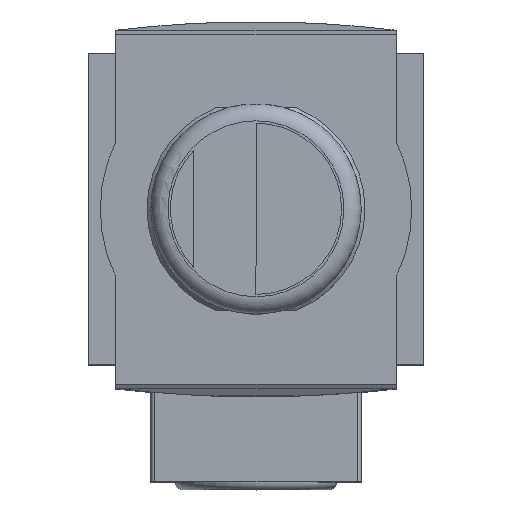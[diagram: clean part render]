
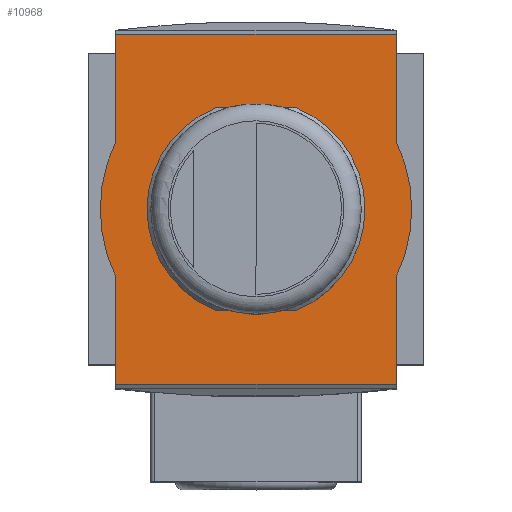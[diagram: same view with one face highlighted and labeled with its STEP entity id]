
A CAD part, top view. The second image highlights one B-rep face of the part: STEP entity #10968.
In plain terms, the highlighted planar face has unit normal (0, 0, 1).
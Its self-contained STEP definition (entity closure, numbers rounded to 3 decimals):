
#1647=CARTESIAN_POINT('',(18.,-22.464,27.0));
#1648=VERTEX_POINT('',#1647);
#1655=CARTESIAN_POINT('',(-18.,-22.464,27.));
#1656=VERTEX_POINT('',#1655);
#1657=CARTESIAN_POINT('',(18.,-22.464,27.0));
#1658=DIRECTION('',(-1.0,0.0,0.0));
#1659=VECTOR('',#1658,36.0);
#1660=LINE('',#1657,#1659);
#1661=EDGE_CURVE('',#1648,#1656,#1660,.T.);
#1810=CARTESIAN_POINT('',(-18.,-8.718,27.));
#1811=VERTEX_POINT('',#1810);
#1818=CARTESIAN_POINT('',(-18.,8.718,27.));
#1819=VERTEX_POINT('',#1818);
#1820=CARTESIAN_POINT('',(0.0,0.0,27.0));
#1821=DIRECTION('',(0.0,0.0,-1.0));
#1822=DIRECTION('',(-1.0,0.0,0.0));
#1823=AXIS2_PLACEMENT_3D('',#1820,#1821,#1822);
#1824=CIRCLE('',#1823,20.0);
#1825=EDGE_CURVE('',#1811,#1819,#1824,.T.);
#1850=CARTESIAN_POINT('',(18.,-8.718,27.0));
#1851=VERTEX_POINT('',#1850);
#1859=CARTESIAN_POINT('',(18.,8.718,27.0));
#1860=VERTEX_POINT('',#1859);
#1867=CARTESIAN_POINT('',(0.0,0.0,27.0));
#1868=DIRECTION('',(0.0,0.0,-1.0));
#1869=DIRECTION('',(-1.0,0.0,0.0));
#1870=AXIS2_PLACEMENT_3D('',#1867,#1868,#1869);
#1871=CIRCLE('',#1870,20.0);
#1872=EDGE_CURVE('',#1860,#1851,#1871,.T.);
#5461=CARTESIAN_POINT('',(-18.,22.464,27.));
#5462=VERTEX_POINT('',#5461);
#5469=CARTESIAN_POINT('',(18.,22.464,27.0));
#5470=VERTEX_POINT('',#5469);
#5471=CARTESIAN_POINT('',(-18.,22.464,27.));
#5472=DIRECTION('',(1.0,0.0,0.0));
#5473=VECTOR('',#5472,36.0);
#5474=LINE('',#5471,#5473);
#5475=EDGE_CURVE('',#5462,#5470,#5474,.T.);
#6960=CARTESIAN_POINT('',(-5.196,-13.0,27.));
#6961=VERTEX_POINT('',#6960);
#6968=CARTESIAN_POINT('',(5.196,-13.0,27.));
#6969=VERTEX_POINT('',#6968);
#6970=CARTESIAN_POINT('',(5.196,-13.0,27.));
#6971=DIRECTION('',(-1.0,0.0,0.0));
#6972=VECTOR('',#6971,10.392);
#6973=LINE('',#6970,#6972);
#6974=EDGE_CURVE('',#6969,#6961,#6973,.T.);
#7007=CARTESIAN_POINT('',(5.196,13.,27.));
#7008=VERTEX_POINT('',#7007);
#7015=CARTESIAN_POINT('',(-5.196,13.,27.));
#7016=VERTEX_POINT('',#7015);
#7017=CARTESIAN_POINT('',(-5.196,13.,27.));
#7018=DIRECTION('',(1.0,0.0,0.0));
#7019=VECTOR('',#7018,10.392);
#7020=LINE('',#7017,#7019);
#7021=EDGE_CURVE('',#7016,#7008,#7020,.T.);
#7046=CARTESIAN_POINT('',(0.,0.,27.));
#7047=DIRECTION('',(0.0,0.0,1.0));
#7048=DIRECTION('',(-1.0,0.0,0.0));
#7049=AXIS2_PLACEMENT_3D('',#7046,#7047,#7048);
#7050=CIRCLE('',#7049,14.);
#7051=EDGE_CURVE('',#7016,#6961,#7050,.T.);
#7091=CARTESIAN_POINT('',(0.,0.,27.));
#7092=DIRECTION('',(0.0,0.0,1.0));
#7093=DIRECTION('',(-1.0,0.0,0.0));
#7094=AXIS2_PLACEMENT_3D('',#7091,#7092,#7093);
#7095=CIRCLE('',#7094,14.);
#7096=EDGE_CURVE('',#6969,#7008,#7095,.T.);
#9564=CARTESIAN_POINT('',(18.,-22.464,27.0));
#9565=DIRECTION('',(0.0,1.0,0.0));
#9566=VECTOR('',#9565,13.746);
#9567=LINE('',#9564,#9566);
#9568=EDGE_CURVE('',#1648,#1851,#9567,.T.);
#9687=CARTESIAN_POINT('',(18.,8.718,27.0));
#9688=DIRECTION('',(0.0,1.0,0.0));
#9689=VECTOR('',#9688,13.746);
#9690=LINE('',#9687,#9689);
#9691=EDGE_CURVE('',#1860,#5470,#9690,.T.);
#10105=CARTESIAN_POINT('',(-18.,-8.718,27.));
#10106=DIRECTION('',(0.0,-1.0,0.0));
#10107=VECTOR('',#10106,13.746);
#10108=LINE('',#10105,#10107);
#10109=EDGE_CURVE('',#1811,#1656,#10108,.T.);
#10221=CARTESIAN_POINT('',(-18.,22.464,27.));
#10222=DIRECTION('',(0.0,-1.0,0.0));
#10223=VECTOR('',#10222,13.746);
#10224=LINE('',#10221,#10223);
#10225=EDGE_CURVE('',#5462,#1819,#10224,.T.);
#10947=CARTESIAN_POINT('',(0.0,0.0,27.0));
#10948=DIRECTION('',(0.0,0.0,-1.0));
#10949=DIRECTION('',(-1.0,0.0,0.0));
#10950=AXIS2_PLACEMENT_3D('',#10947,#10948,#10949);
#10951=PLANE('',#10950);
#10952=ORIENTED_EDGE('',*,*,#1872,.F.);
#10953=ORIENTED_EDGE('',*,*,#9691,.T.);
#10954=ORIENTED_EDGE('',*,*,#5475,.F.);
#10955=ORIENTED_EDGE('',*,*,#10225,.T.);
#10956=ORIENTED_EDGE('',*,*,#1825,.F.);
#10957=ORIENTED_EDGE('',*,*,#10109,.T.);
#10958=ORIENTED_EDGE('',*,*,#1661,.F.);
#10959=ORIENTED_EDGE('',*,*,#9568,.T.);
#10960=EDGE_LOOP('',(#10952,#10953,#10954,#10955,#10956,#10957,#10958,#10959));
#10961=FACE_OUTER_BOUND('',#10960,.T.);
#10962=ORIENTED_EDGE('',*,*,#7051,.F.);
#10963=ORIENTED_EDGE('',*,*,#7021,.T.);
#10964=ORIENTED_EDGE('',*,*,#7096,.F.);
#10965=ORIENTED_EDGE('',*,*,#6974,.T.);
#10966=EDGE_LOOP('',(#10962,#10963,#10964,#10965));
#10967=FACE_BOUND('',#10966,.T.);
#10968=ADVANCED_FACE('',(#10961,#10967),#10951,.F.);
